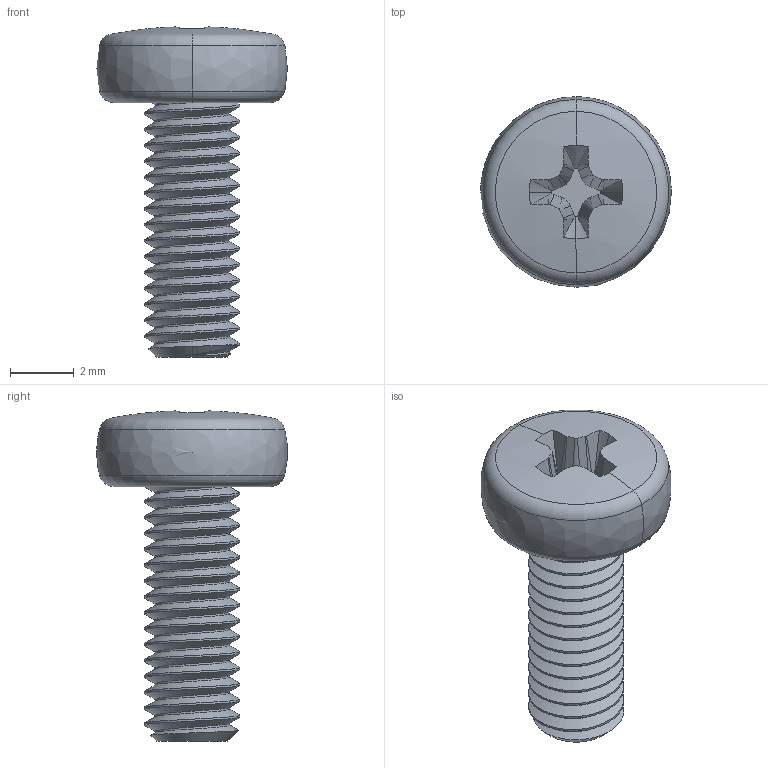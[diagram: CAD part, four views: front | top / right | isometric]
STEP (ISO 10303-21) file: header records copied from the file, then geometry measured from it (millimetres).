
FILE_DESCRIPTION (( 'STEP AP203' ), '1' );
FILE_NAME ('92005A118_Steel Pan Head Phillips Screw.STEP', '2022-12-02T17:12:38', ( 'Administrator' ), ( 'Managed by Terraform' ), 'SwSTEP 2.0', 'SolidWorks 2017', '' );
FILE_SCHEMA (( 'CONFIG_CONTROL_DESIGN' ));
Length unit declared in the file: millimetre
Products named in the file (1): 92005A118_Steel Pan Head Phillips Screw
Bounding box: 6 x 5.99 x 10.38 mm (x, y, z)
Volume: 100.5 mm3; surface area: 214.1 mm2
Topology: 1 solids, 1 shells, 83 faces, 238 edges, 156 vertices
Faces by surface type: cylinder 31, cone 22, plane 19, torus 4, sphere 4, bspline 3
Entity records: 4866 total; most frequent: CARTESIAN_POINT 2865, ORIENTED_EDGE 466, DIRECTION 356, EDGE_CURVE 233, VERTEX_POINT 153, AXIS2_PLACEMENT_3D 144, EDGE_LOOP 84, ADVANCED_FACE 83
